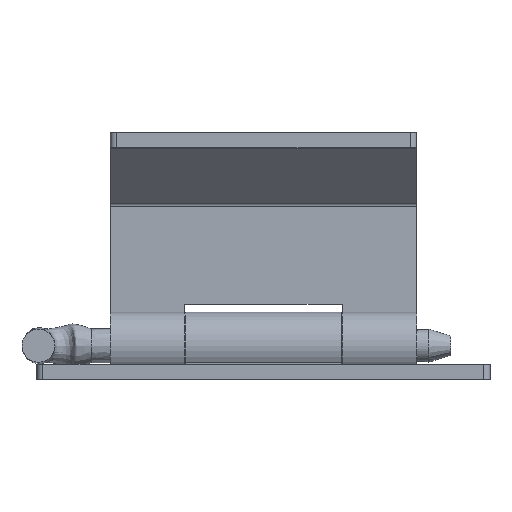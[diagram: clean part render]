
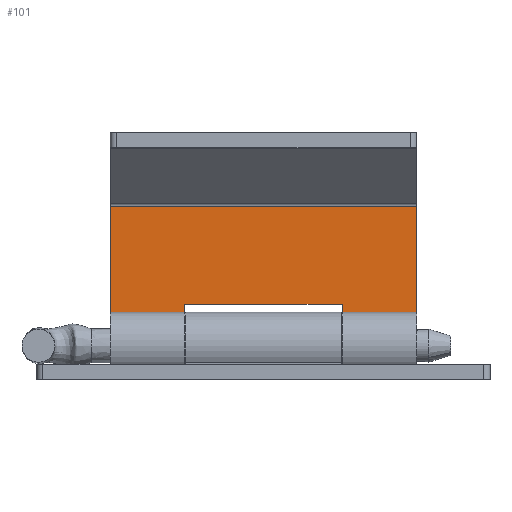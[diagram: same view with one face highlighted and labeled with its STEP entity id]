
A CAD part, left-side view. The second image highlights one B-rep face of the part: STEP entity #101.
In plain terms, the highlighted planar face has unit normal (-1, 0, 0).
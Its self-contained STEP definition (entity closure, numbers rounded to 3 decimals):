
#101=ADVANCED_FACE('',(#183),#1412,.T.);
#183=FACE_OUTER_BOUND('',#269,.T.);
#269=EDGE_LOOP('',(#592,#593,#594,#595,#596,#597,#598,#599));
#592=ORIENTED_EDGE('',*,*,#898,.T.);
#593=ORIENTED_EDGE('',*,*,#869,.F.);
#594=ORIENTED_EDGE('',*,*,#871,.T.);
#595=ORIENTED_EDGE('',*,*,#872,.T.);
#596=ORIENTED_EDGE('',*,*,#873,.F.);
#597=ORIENTED_EDGE('',*,*,#904,.F.);
#598=ORIENTED_EDGE('',*,*,#900,.T.);
#599=ORIENTED_EDGE('',*,*,#899,.T.);
#869=EDGE_CURVE('',#1315,#1333,#946,.T.);
#871=EDGE_CURVE('',#1315,#1317,#1186,.T.);
#872=EDGE_CURVE('',#1317,#1318,#1187,.T.);
#873=EDGE_CURVE('',#1316,#1318,#1188,.T.);
#898=EDGE_CURVE('',#1335,#1333,#1205,.T.);
#899=EDGE_CURVE('',#1336,#1335,#1206,.T.);
#900=EDGE_CURVE('',#1334,#1336,#1207,.T.);
#904=EDGE_CURVE('',#1334,#1316,#950,.T.);
#946=(
BOUNDED_CURVE()
B_SPLINE_CURVE(1,(#3661,#3662),.UNSPECIFIED.,.F.,.F.)
B_SPLINE_CURVE_WITH_KNOTS((2,2),(0.,12.15),.UNSPECIFIED.)
CURVE()
GEOMETRIC_REPRESENTATION_ITEM()
RATIONAL_B_SPLINE_CURVE((1.,1.))
REPRESENTATION_ITEM('')
);
#950=(
BOUNDED_CURVE()
B_SPLINE_CURVE(1,(#3738,#3739),.UNSPECIFIED.,.F.,.F.)
B_SPLINE_CURVE_WITH_KNOTS((2,2),(37.85,50.),.UNSPECIFIED.)
CURVE()
GEOMETRIC_REPRESENTATION_ITEM()
RATIONAL_B_SPLINE_CURVE((1.,1.))
REPRESENTATION_ITEM('')
);
#1186=B_SPLINE_CURVE_WITH_KNOTS('',1,(#3666,#3667),.UNSPECIFIED.,.F.,.F.,
(2,2),(87.293,110.09),.UNSPECIFIED.);
#1187=B_SPLINE_CURVE_WITH_KNOTS('',1,(#3668,#3669),.UNSPECIFIED.,.F.,.F.,
(2,2),(0.,50.),.UNSPECIFIED.);
#1188=B_SPLINE_CURVE_WITH_KNOTS('',1,(#3670,#3671),.UNSPECIFIED.,.F.,.F.,
(2,2),(87.293,110.09),.UNSPECIFIED.);
#1205=B_SPLINE_CURVE_WITH_KNOTS('',1,(#3726,#3727),.UNSPECIFIED.,.F.,.F.,
(2,2),(-24.45,-10.933),.UNSPECIFIED.);
#1206=B_SPLINE_CURVE_WITH_KNOTS('',1,(#3728,#3729),.UNSPECIFIED.,.F.,.F.,
(2,2),(-50.15,-24.45),.UNSPECIFIED.);
#1207=B_SPLINE_CURVE_WITH_KNOTS('',1,(#3730,#3731),.UNSPECIFIED.,.F.,.F.,
(2,2),(-56.95,-50.15),.UNSPECIFIED.);
#1315=VERTEX_POINT('',#3576);
#1316=VERTEX_POINT('',#3577);
#1317=VERTEX_POINT('',#3578);
#1318=VERTEX_POINT('',#3579);
#1333=VERTEX_POINT('',#3594);
#1334=VERTEX_POINT('',#3595);
#1335=VERTEX_POINT('',#3596);
#1336=VERTEX_POINT('',#3597);
#1412=PLANE('',#1609);
#1609=AXIS2_PLACEMENT_3D('',#3544,#1805,$);
#1805=DIRECTION('',(-1.,0.,0.));
#3544=CARTESIAN_POINT('',(8.429,-25.,-30.622));
#3576=CARTESIAN_POINT('',(8.429,-25.,-30.622));
#3577=CARTESIAN_POINT('',(8.429,25.,-30.622));
#3578=CARTESIAN_POINT('',(8.429,-25.,-7.825));
#3579=CARTESIAN_POINT('',(8.429,25.,-7.825));
#3594=CARTESIAN_POINT('',(8.429,-12.85,-30.622));
#3595=CARTESIAN_POINT('',(8.429,12.85,-30.622));
#3596=CARTESIAN_POINT('',(8.429,-12.85,-23.822));
#3597=CARTESIAN_POINT('',(8.429,12.85,-23.822));
#3661=CARTESIAN_POINT('',(8.429,-25.,-30.622));
#3662=CARTESIAN_POINT('',(8.429,-12.85,-30.622));
#3666=CARTESIAN_POINT('',(8.429,-25.,-30.622));
#3667=CARTESIAN_POINT('',(8.429,-25.,-7.825));
#3668=CARTESIAN_POINT('',(8.429,-25.,-7.825));
#3669=CARTESIAN_POINT('',(8.429,25.,-7.825));
#3670=CARTESIAN_POINT('',(8.429,25.,-30.622));
#3671=CARTESIAN_POINT('',(8.429,25.,-7.825));
#3726=CARTESIAN_POINT('',(8.429,-12.85,-23.822));
#3727=CARTESIAN_POINT('',(8.429,-12.85,-30.622));
#3728=CARTESIAN_POINT('',(8.429,12.85,-23.822));
#3729=CARTESIAN_POINT('',(8.429,-12.85,-23.822));
#3730=CARTESIAN_POINT('',(8.429,12.85,-30.622));
#3731=CARTESIAN_POINT('',(8.429,12.85,-23.822));
#3738=CARTESIAN_POINT('',(8.429,12.85,-30.622));
#3739=CARTESIAN_POINT('',(8.429,25.,-30.622));
